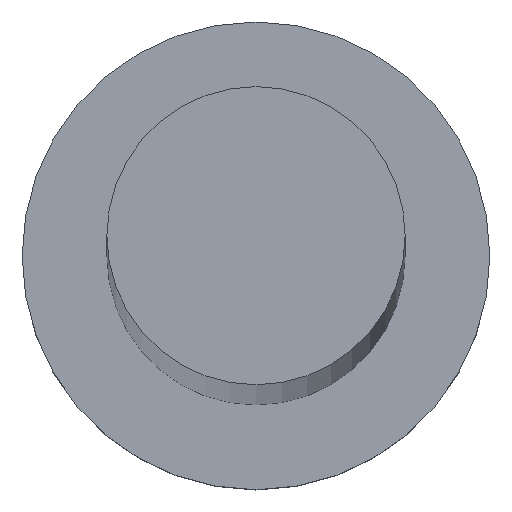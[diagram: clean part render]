
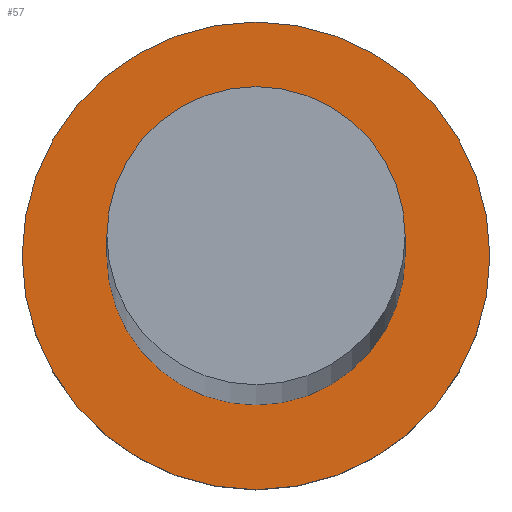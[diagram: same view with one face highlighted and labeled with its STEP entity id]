
A CAD part, top view. The second image highlights one B-rep face of the part: STEP entity #57.
In plain terms, the highlighted planar face has unit normal (0, 0, 1).
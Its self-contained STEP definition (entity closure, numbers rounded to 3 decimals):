
#3 = DIRECTION ( 'NONE',  ( 0., 0., 1. ) ) ;
#12 = DIRECTION ( 'NONE',  ( 1., 0., 0. ) ) ;
#14 = VERTEX_POINT ( 'NONE', #239 ) ;
#22 = DIRECTION ( 'NONE',  ( 1., 0., 0. ) ) ;
#38 = FACE_BOUND ( 'NONE', #90, .T. ) ;
#41 = ORIENTED_EDGE ( 'NONE', *, *, #195, .T. ) ;
#43 = ORIENTED_EDGE ( 'NONE', *, *, #81, .F. ) ;
#47 = DIRECTION ( 'NONE',  ( 1., 0., 0. ) ) ;
#56 = VERTEX_POINT ( 'NONE', #209 ) ;
#57 = ADVANCED_FACE ( 'NONE', ( #38, #254 ), #156, .T. ) ;
#63 = CIRCLE ( 'NONE', #213, 8. ) ;
#64 = CIRCLE ( 'NONE', #120, 5.1 ) ;
#66 = EDGE_CURVE ( 'NONE', #56, #14, #63, .T. ) ;
#69 = AXIS2_PLACEMENT_3D ( 'NONE', #220, #108, #47 ) ;
#71 = CARTESIAN_POINT ( 'NONE',  ( 0., 0., 5. ) ) ;
#79 = CIRCLE ( 'NONE', #222, 5.1 ) ;
#81 = EDGE_CURVE ( 'NONE', #133, #97, #79, .T. ) ;
#90 = EDGE_LOOP ( 'NONE', ( #43, #146 ) ) ;
#97 = VERTEX_POINT ( 'NONE', #221 ) ;
#105 = DIRECTION ( 'NONE',  ( 0., 0., 1. ) ) ;
#108 = DIRECTION ( 'NONE',  ( 0., 0., 1. ) ) ;
#110 = DIRECTION ( 'NONE',  ( 1., 0., 0. ) ) ;
#119 = DIRECTION ( 'NONE',  ( 1., 0., 0. ) ) ;
#120 = AXIS2_PLACEMENT_3D ( 'NONE', #71, #161, #110 ) ;
#128 = CARTESIAN_POINT ( 'NONE',  ( 0., 0., 5. ) ) ;
#129 = ORIENTED_EDGE ( 'NONE', *, *, #66, .T. ) ;
#133 = VERTEX_POINT ( 'NONE', #193 ) ;
#139 = CARTESIAN_POINT ( 'NONE',  ( 0., 0., 5. ) ) ;
#146 = ORIENTED_EDGE ( 'NONE', *, *, #250, .F. ) ;
#156 = PLANE ( 'NONE',  #69 ) ;
#161 = DIRECTION ( 'NONE',  ( 0., 0., 1. ) ) ;
#193 = CARTESIAN_POINT ( 'NONE',  ( -5.1, 0., 5. ) ) ;
#195 = EDGE_CURVE ( 'NONE', #14, #56, #223, .T. ) ;
#201 = DIRECTION ( 'NONE',  ( 0., 0., 1. ) ) ;
#209 = CARTESIAN_POINT ( 'NONE',  ( -8., 0., 5. ) ) ;
#212 = EDGE_LOOP ( 'NONE', ( #129, #41 ) ) ;
#213 = AXIS2_PLACEMENT_3D ( 'NONE', #241, #105, #22 ) ;
#215 = AXIS2_PLACEMENT_3D ( 'NONE', #128, #201, #12 ) ;
#220 = CARTESIAN_POINT ( 'NONE',  ( 0., 0., 5. ) ) ;
#221 = CARTESIAN_POINT ( 'NONE',  ( 5.1, 0., 5. ) ) ;
#222 = AXIS2_PLACEMENT_3D ( 'NONE', #139, #3, #119 ) ;
#223 = CIRCLE ( 'NONE', #215, 8. ) ;
#239 = CARTESIAN_POINT ( 'NONE',  ( 8., 0., 5. ) ) ;
#241 = CARTESIAN_POINT ( 'NONE',  ( 0., 0., 5. ) ) ;
#250 = EDGE_CURVE ( 'NONE', #97, #133, #64, .T. ) ;
#254 = FACE_OUTER_BOUND ( 'NONE', #212, .T. ) ;
